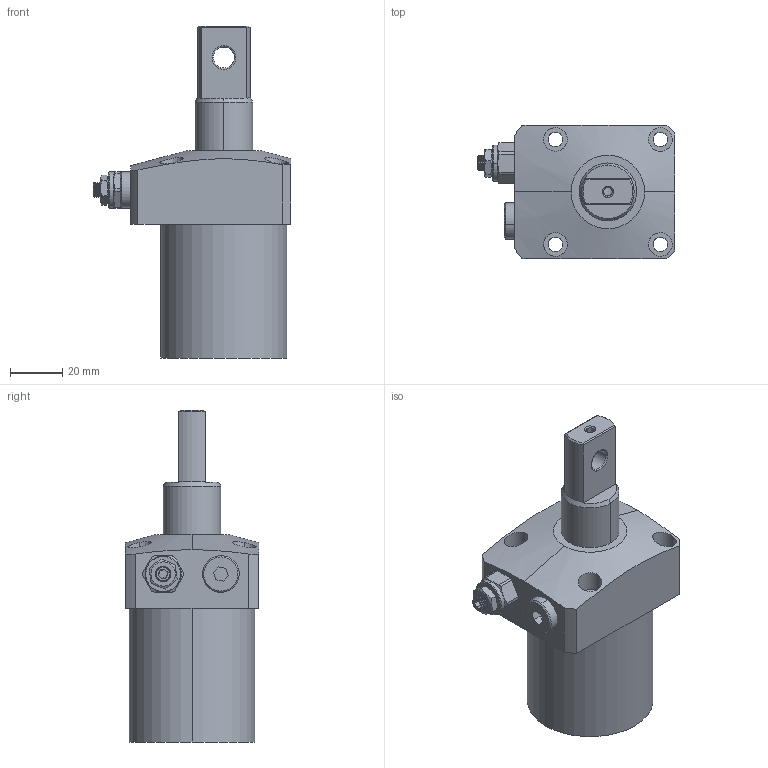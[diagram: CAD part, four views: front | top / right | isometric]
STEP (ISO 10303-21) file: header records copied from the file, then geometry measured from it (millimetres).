
FILE_DESCRIPTION (( 'STEP AP203' ), '1' );
FILE_NAME ('CHA-048Dx90C.STEP', '2019-12-06T08:26:46', ( '' ), ( '' ), 'SwSTEP 2.0', 'SolidWorks 2017', '' );
FILE_SCHEMA (( 'CONFIG_CONTROL_DESIGN' ));
Length unit declared in the file: millimetre
Products named in the file (5): G1-8黑芛; CZL10覃厒概; CHA-048Dx90C; CHA-048掛极; CHA-048D(双臂）活塞杆
Assembly tree (4 placements, depth 2):
  CHA-048Dx90C
    CHA-048掛极
    CHA-048D(双臂）活塞杆
    G1-8黑芛
    CZL10覃厒概
Bounding box: 75.3 x 51 x 126.5 mm (x, y, z)
Volume: 166314.8 mm3; surface area: 39075.7 mm2
Topology: 8 solids, 8 shells, 470 faces, 1243 edges, 801 vertices
Faces by surface type: cylinder 199, plane 105, bspline 84, cone 82
Entity records: 30936 total; most frequent: CARTESIAN_POINT 19887, ORIENTED_EDGE 2474, DIRECTION 1924, EDGE_CURVE 1237, VERTEX_POINT 799, AXIS2_PLACEMENT_3D 760, EDGE_LOOP 522, FACE_OUTER_BOUND 470
